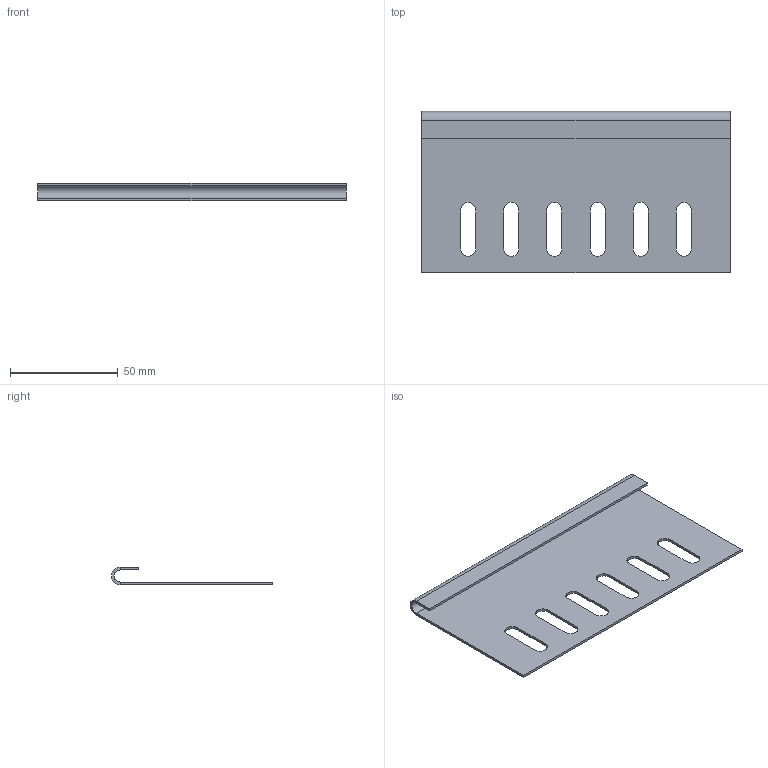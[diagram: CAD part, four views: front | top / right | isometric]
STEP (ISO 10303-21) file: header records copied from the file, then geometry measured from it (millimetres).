
FILE_DESCRIPTION (( 'STEP AP203' ), '1' );
FILE_NAME ('Çàùèòíàÿ ïëàñòèíà RP_36910.STEP', '2012-11-09T08:44:16', ( 'Àñååâ' ), ( '' ), 'SwSTEP 2.0', 'SolidWorks 2012', '' );
FILE_SCHEMA (( 'CONFIG_CONTROL_DESIGN' ));
Length unit declared in the file: millimetre
Products named in the file (1): Çàùèòíàÿ ïëàñòèíà RP_36910
Bounding box: 143 x 74.66 x 8 mm (x, y, z)
Volume: 14259.7 mm3; surface area: 24742.9 mm2
Topology: 1 solids, 1 shells, 38 faces, 100 edges, 64 vertices
Faces by surface type: plane 24, cylinder 14
Entity records: 1269 total; most frequent: DIRECTION 206, CARTESIAN_POINT 203, ORIENTED_EDGE 200, EDGE_CURVE 100, VECTOR 72, LINE 72, AXIS2_PLACEMENT_3D 67, VERTEX_POINT 64
